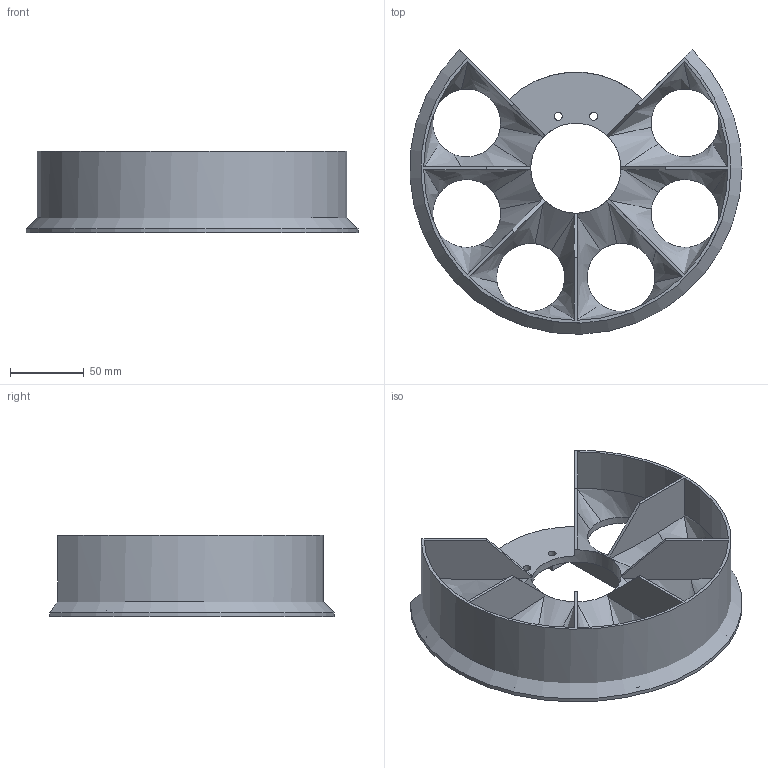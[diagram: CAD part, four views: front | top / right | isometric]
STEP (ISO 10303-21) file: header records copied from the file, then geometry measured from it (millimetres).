
FILE_DESCRIPTION(('FreeCAD Model'),'2;1');
FILE_NAME('Open CASCADE Shape Model','2024-12-11T22:24:34',(''),(''), 'Open CASCADE STEP processor 7.7','FreeCAD','Unknown');
FILE_SCHEMA(('AUTOMOTIVE_DESIGN { 1 0 10303 214 1 1 1 1 }'));
Length unit declared in the file: millimetre
Products named in the file (1): Body
Bounding box: 224.79 x 192.7 x 55 mm (x, y, z)
Volume: 309552.8 mm3; surface area: 139139.6 mm2
Topology: 1 solids, 1 shells, 232 faces, 490 edges, 324 vertices
Faces by surface type: plane 102, cylinder 91, bspline 30, cone 9
Full cylindrical faces by diameter (mm): 5.2 x72, 5.4 x2, 46 x6, 61 x1
Entity records: 7383 total; most frequent: CARTESIAN_POINT 2272, DIRECTION 1087, ORIENTED_EDGE 980, EDGE_CURVE 490, AXIS2_PLACEMENT_3D 467, VERTEX_POINT 324, FACE_BOUND 315, EDGE_LOOP 315
